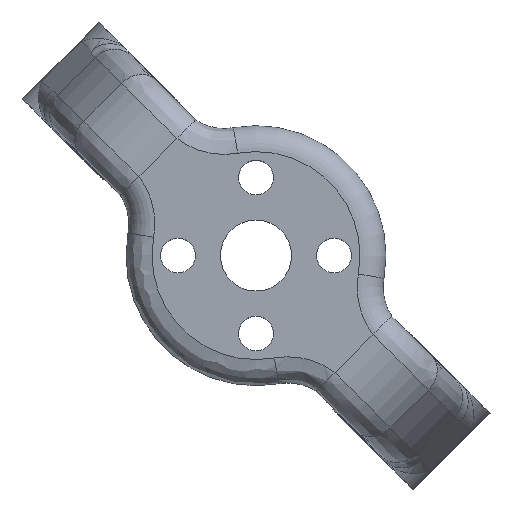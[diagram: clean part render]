
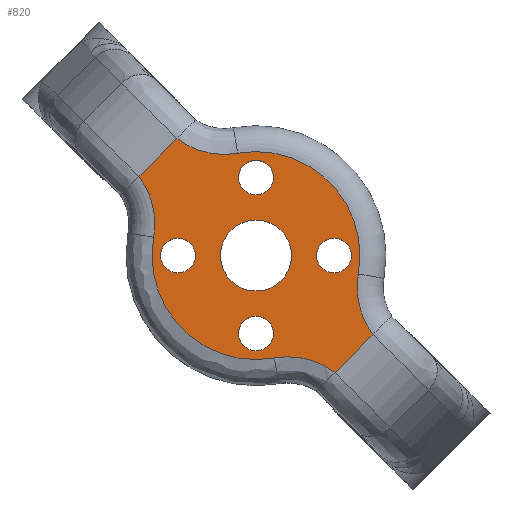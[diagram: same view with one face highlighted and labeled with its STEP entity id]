
A CAD part, top view. The second image highlights one B-rep face of the part: STEP entity #820.
In plain terms, the highlighted planar face has unit normal (0, 0, 1).
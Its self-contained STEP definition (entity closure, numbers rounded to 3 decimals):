
#613=CARTESIAN_POINT('',(-51.752,-40.439,17.3));
#614=VERTEX_POINT('',#613);
#669=CARTESIAN_POINT('',(-50.907,-43.948,17.3));
#670=VERTEX_POINT('',#669);
#671=CARTESIAN_POINT('',(-55.337,-43.158,17.3));
#672=DIRECTION('',(0.,0.,1.));
#673=DIRECTION('',(0.901,0.433,0.));
#674=AXIS2_PLACEMENT_3D('',#671,#672,#673);
#675=CIRCLE('',#674,4.5);
#676=EDGE_CURVE('',#670,#614,#675,.T.);
#698=CARTESIAN_POINT('',(-45.0,-45.0,17.3));
#699=DIRECTION('',(0.0,0.0,-1.0));
#700=DIRECTION('',(-1.0,0.0,0.0));
#701=AXIS2_PLACEMENT_3D('',#698,#699,#700);
#702=PLANE('',#701);
#703=CARTESIAN_POINT('',(-46.052,-39.093,17.3));
#704=VERTEX_POINT('',#703);
#705=CARTESIAN_POINT('',(-49.561,-38.248,17.3));
#706=VERTEX_POINT('',#705);
#707=CARTESIAN_POINT('',(-46.842,-34.663,17.3));
#708=DIRECTION('',(0.0,0.0,-1.0));
#709=DIRECTION('',(-0.433,-0.901,0.0));
#710=AXIS2_PLACEMENT_3D('',#707,#708,#709);
#711=CIRCLE('',#710,4.5);
#712=EDGE_CURVE('',#704,#706,#711,.T.);
#713=ORIENTED_EDGE('',*,*,#712,.T.);
#714=CARTESIAN_POINT('',(-49.561,-38.248,17.3));
#715=DIRECTION('',(-0.707,-0.707,0.));
#716=VECTOR('',#715,3.098);
#717=LINE('',#714,#716);
#718=EDGE_CURVE('',#706,#614,#717,.T.);
#719=ORIENTED_EDGE('',*,*,#718,.T.);
#720=ORIENTED_EDGE('',*,*,#676,.F.);
#721=CARTESIAN_POINT('',(-43.948,-50.907,17.3));
#722=VERTEX_POINT('',#721);
#723=CARTESIAN_POINT('',(-45.,-45.,17.3));
#724=DIRECTION('',(0.,0.,-1.0));
#725=DIRECTION('',(-0.954,-0.3,0.));
#726=AXIS2_PLACEMENT_3D('',#723,#724,#725);
#727=CIRCLE('',#726,6.0);
#728=EDGE_CURVE('',#722,#670,#727,.T.);
#729=ORIENTED_EDGE('',*,*,#728,.F.);
#730=CARTESIAN_POINT('',(-40.439,-51.752,17.3));
#731=VERTEX_POINT('',#730);
#732=CARTESIAN_POINT('',(-43.158,-55.337,17.3));
#733=DIRECTION('',(0.,0.,-1.0));
#734=DIRECTION('',(0.433,0.901,0.));
#735=AXIS2_PLACEMENT_3D('',#732,#733,#734);
#736=CIRCLE('',#735,4.5);
#737=EDGE_CURVE('',#722,#731,#736,.T.);
#738=ORIENTED_EDGE('',*,*,#737,.T.);
#739=CARTESIAN_POINT('',(-38.248,-49.561,17.3));
#740=VERTEX_POINT('',#739);
#741=CARTESIAN_POINT('',(-38.248,-49.561,17.3));
#742=DIRECTION('',(-0.707,-0.707,0.));
#743=VECTOR('',#742,3.098);
#744=LINE('',#741,#743);
#745=EDGE_CURVE('',#740,#731,#744,.T.);
#746=ORIENTED_EDGE('',*,*,#745,.F.);
#747=CARTESIAN_POINT('',(-39.093,-46.052,17.3));
#748=VERTEX_POINT('',#747);
#749=CARTESIAN_POINT('',(-34.663,-46.842,17.3));
#750=DIRECTION('',(0.0,0.0,1.));
#751=DIRECTION('',(-0.901,-0.433,0.0));
#752=AXIS2_PLACEMENT_3D('',#749,#750,#751);
#753=CIRCLE('',#752,4.5);
#754=EDGE_CURVE('',#748,#740,#753,.T.);
#755=ORIENTED_EDGE('',*,*,#754,.F.);
#756=CARTESIAN_POINT('',(-45.,-45.0,17.3));
#757=DIRECTION('',(0.0,0.0,-1.0));
#758=DIRECTION('',(0.954,0.3,0.0));
#759=AXIS2_PLACEMENT_3D('',#756,#757,#758);
#760=CIRCLE('',#759,6.0);
#761=EDGE_CURVE('',#704,#748,#760,.T.);
#762=ORIENTED_EDGE('',*,*,#761,.F.);
#763=EDGE_LOOP('',(#713,#719,#720,#729,#738,#746,#755,#762));
#764=FACE_OUTER_BOUND('',#763,.T.);
#765=CARTESIAN_POINT('',(-46.45,-46.45,17.3));
#766=VERTEX_POINT('',#765);
#767=CARTESIAN_POINT('',(-45.0,-45.0,17.3));
#768=DIRECTION('',(0.0,0.0,-1.0));
#769=DIRECTION('',(1.0,0.0,0.0));
#770=AXIS2_PLACEMENT_3D('',#767,#768,#769);
#771=CIRCLE('',#770,2.05);
#772=EDGE_CURVE('',#766,#766,#771,.T.);
#773=ORIENTED_EDGE('',*,*,#772,.T.);
#774=EDGE_LOOP('',(#773));
#775=FACE_BOUND('',#774,.T.);
#776=CARTESIAN_POINT('',(-48.5,-45.,17.3));
#777=VERTEX_POINT('',#776);
#778=CARTESIAN_POINT('',(-49.5,-45.,17.3));
#779=DIRECTION('',(0.0,0.0,-1.0));
#780=DIRECTION('',(-1.0,0.0,0.0));
#781=AXIS2_PLACEMENT_3D('',#778,#779,#780);
#782=CIRCLE('',#781,1.);
#783=EDGE_CURVE('',#777,#777,#782,.T.);
#784=ORIENTED_EDGE('',*,*,#783,.T.);
#785=EDGE_LOOP('',(#784));
#786=FACE_BOUND('',#785,.T.);
#787=CARTESIAN_POINT('',(-45.,-41.5,17.3));
#788=VERTEX_POINT('',#787);
#789=CARTESIAN_POINT('',(-45.,-40.5,17.3));
#790=DIRECTION('',(0.0,0.0,1.0));
#791=DIRECTION('',(0.0,1.0,0.0));
#792=AXIS2_PLACEMENT_3D('',#789,#790,#791);
#793=CIRCLE('',#792,1.);
#794=EDGE_CURVE('',#788,#788,#793,.T.);
#795=ORIENTED_EDGE('',*,*,#794,.F.);
#796=EDGE_LOOP('',(#795));
#797=FACE_BOUND('',#796,.T.);
#798=CARTESIAN_POINT('',(-41.5,-45.0,17.3));
#799=VERTEX_POINT('',#798);
#800=CARTESIAN_POINT('',(-40.5,-45.0,17.3));
#801=DIRECTION('',(0.0,0.0,-1.0));
#802=DIRECTION('',(1.0,0.0,0.0));
#803=AXIS2_PLACEMENT_3D('',#800,#801,#802);
#804=CIRCLE('',#803,1.);
#805=EDGE_CURVE('',#799,#799,#804,.T.);
#806=ORIENTED_EDGE('',*,*,#805,.T.);
#807=EDGE_LOOP('',(#806));
#808=FACE_BOUND('',#807,.T.);
#809=CARTESIAN_POINT('',(-45.0,-48.5,17.3));
#810=VERTEX_POINT('',#809);
#811=CARTESIAN_POINT('',(-45.,-49.5,17.3));
#812=DIRECTION('',(0.0,0.0,1.0));
#813=DIRECTION('',(0.0,-1.0,0.0));
#814=AXIS2_PLACEMENT_3D('',#811,#812,#813);
#815=CIRCLE('',#814,1.);
#816=EDGE_CURVE('',#810,#810,#815,.T.);
#817=ORIENTED_EDGE('',*,*,#816,.F.);
#818=EDGE_LOOP('',(#817));
#819=FACE_BOUND('',#818,.T.);
#820=ADVANCED_FACE('',(#764,#775,#786,#797,#808,#819),#702,.F.);
